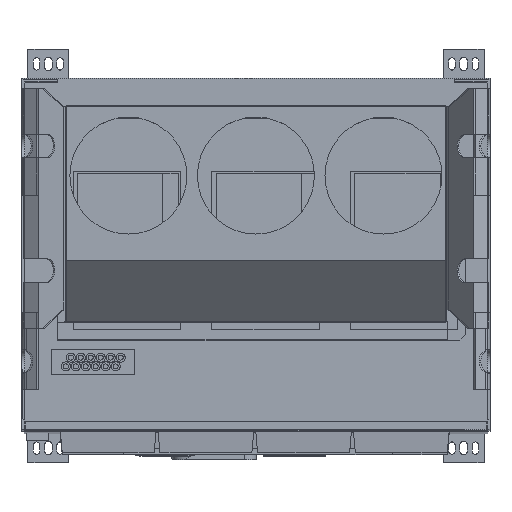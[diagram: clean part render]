
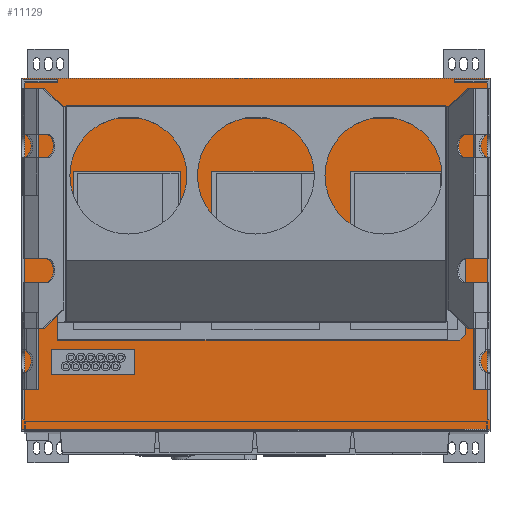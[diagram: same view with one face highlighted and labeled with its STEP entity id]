
A CAD part, top view. The second image highlights one B-rep face of the part: STEP entity #11129.
In plain terms, the highlighted planar face has unit normal (0, 0, 1).
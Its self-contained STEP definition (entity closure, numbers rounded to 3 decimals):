
#9808=FACE_BOUND('',#16106,.T.);
#9809=FACE_BOUND('',#16107,.T.);
#9810=FACE_BOUND('',#16108,.T.);
#9811=FACE_BOUND('',#16109,.T.);
#9812=FACE_BOUND('',#16110,.T.);
#9813=FACE_BOUND('',#16111,.T.);
#9814=FACE_BOUND('',#16112,.T.);
#11129=ADVANCED_FACE('',(#9808,#9809,#9810,#9811,#9812,#9813,#9814),#12801,
 .T.);
#12801=PLANE('',#42867);
#16106=EDGE_LOOP('',(#21520,#21521,#21522,#21523));
#16107=EDGE_LOOP('',(#21524,#21525,#21526,#21527));
#16108=EDGE_LOOP('',(#21528,#21529,#21530,#21531,#21532,#21533));
#16109=EDGE_LOOP('',(#21534,#21535,#21536,#21537));
#16110=EDGE_LOOP('',(#21538,#21539,#21540,#21541));
#16111=EDGE_LOOP('',(#21542,#21543,#21544,#21545));
#16112=EDGE_LOOP('',(#21546,#21547,#21548,#21549,#21550,#21551));
#21520=ORIENTED_EDGE('',*,*,#30156,.F.);
#21521=ORIENTED_EDGE('',*,*,#30167,.F.);
#21522=ORIENTED_EDGE('',*,*,#30163,.F.);
#21523=ORIENTED_EDGE('',*,*,#30166,.F.);
#21524=ORIENTED_EDGE('',*,*,#32068,.F.);
#21525=ORIENTED_EDGE('',*,*,#32056,.F.);
#21526=ORIENTED_EDGE('',*,*,#32059,.T.);
#21527=ORIENTED_EDGE('',*,*,#32060,.T.);
#21528=ORIENTED_EDGE('',*,*,#31811,.F.);
#21529=ORIENTED_EDGE('',*,*,#32043,.T.);
#21530=ORIENTED_EDGE('',*,*,#32039,.T.);
#21531=ORIENTED_EDGE('',*,*,#32035,.T.);
#21532=ORIENTED_EDGE('',*,*,#32024,.T.);
#21533=ORIENTED_EDGE('',*,*,#32034,.F.);
#21534=ORIENTED_EDGE('',*,*,#32090,.F.);
#21535=ORIENTED_EDGE('',*,*,#32083,.F.);
#21536=ORIENTED_EDGE('',*,*,#32089,.F.);
#21537=ORIENTED_EDGE('',*,*,#32088,.F.);
#21538=ORIENTED_EDGE('',*,*,#32082,.F.);
#21539=ORIENTED_EDGE('',*,*,#32075,.F.);
#21540=ORIENTED_EDGE('',*,*,#32081,.F.);
#21541=ORIENTED_EDGE('',*,*,#32080,.F.);
#21542=ORIENTED_EDGE('',*,*,#32101,.F.);
#21543=ORIENTED_EDGE('',*,*,#32092,.F.);
#21544=ORIENTED_EDGE('',*,*,#32096,.F.);
#21545=ORIENTED_EDGE('',*,*,#32099,.F.);
#21546=ORIENTED_EDGE('',*,*,#31929,.T.);
#21547=ORIENTED_EDGE('',*,*,#31815,.T.);
#21548=ORIENTED_EDGE('',*,*,#31920,.T.);
#21549=ORIENTED_EDGE('',*,*,#31911,.T.);
#21550=ORIENTED_EDGE('',*,*,#31925,.T.);
#21551=ORIENTED_EDGE('',*,*,#31921,.T.);
#26978=VERTEX_POINT('',#53584);
#26979=VERTEX_POINT('',#53585);
#26984=VERTEX_POINT('',#53599);
#26985=VERTEX_POINT('',#53600);
#28129=VERTEX_POINT('',#60455);
#28131=VERTEX_POINT('',#60458);
#28133=VERTEX_POINT('',#60464);
#28135=VERTEX_POINT('',#60467);
#28199=VERTEX_POINT('',#60804);
#28201=VERTEX_POINT('',#60807);
#28205=VERTEX_POINT('',#60825);
#28206=VERTEX_POINT('',#60826);
#28274=VERTEX_POINT('',#61179);
#28275=VERTEX_POINT('',#61180);
#28280=VERTEX_POINT('',#61200);
#28283=VERTEX_POINT('',#61208);
#28294=VERTEX_POINT('',#61239);
#28297=VERTEX_POINT('',#61244);
#28299=VERTEX_POINT('',#61250);
#28300=VERTEX_POINT('',#61254);
#28310=VERTEX_POINT('',#61282);
#28311=VERTEX_POINT('',#61283);
#28312=VERTEX_POINT('',#61288);
#28313=VERTEX_POINT('',#61290);
#28314=VERTEX_POINT('',#61298);
#28315=VERTEX_POINT('',#61299);
#28316=VERTEX_POINT('',#61304);
#28317=VERTEX_POINT('',#61306);
#28318=VERTEX_POINT('',#61314);
#28320=VERTEX_POINT('',#61317);
#28322=VERTEX_POINT('',#61323);
#28325=VERTEX_POINT('',#61330);
#30156=EDGE_CURVE('',#26978,#26979,#34634,.T.);
#30163=EDGE_CURVE('',#26984,#26985,#34641,.T.);
#30166=EDGE_CURVE('',#26979,#26984,#34644,.T.);
#30167=EDGE_CURVE('',#26985,#26978,#34645,.T.);
#31811=EDGE_CURVE('',#28129,#28131,#36023,.T.);
#31815=EDGE_CURVE('',#28135,#28133,#36027,.T.);
#31911=EDGE_CURVE('',#28201,#28199,#36083,.T.);
#31920=EDGE_CURVE('',#28133,#28201,#36092,.T.);
#31921=EDGE_CURVE('',#28205,#28206,#36093,.T.);
#31925=EDGE_CURVE('',#28199,#28205,#36097,.T.);
#31929=EDGE_CURVE('',#28206,#28135,#36100,.T.);
#32024=EDGE_CURVE('',#28274,#28275,#36154,.T.);
#32034=EDGE_CURVE('',#28131,#28275,#36164,.T.);
#32035=EDGE_CURVE('',#28280,#28274,#36165,.T.);
#32039=EDGE_CURVE('',#28283,#28280,#36168,.T.);
#32043=EDGE_CURVE('',#28129,#28283,#36171,.T.);
#32056=EDGE_CURVE('',#28297,#28294,#36184,.T.);
#32059=EDGE_CURVE('',#28297,#28299,#36187,.T.);
#32060=EDGE_CURVE('',#28299,#28300,#36188,.T.);
#32068=EDGE_CURVE('',#28294,#28300,#36196,.T.);
#32075=EDGE_CURVE('',#28310,#28311,#36203,.T.);
#32080=EDGE_CURVE('',#28313,#28312,#36208,.T.);
#32081=EDGE_CURVE('',#28312,#28310,#36209,.T.);
#32082=EDGE_CURVE('',#28311,#28313,#36210,.T.);
#32083=EDGE_CURVE('',#28314,#28315,#36211,.T.);
#32088=EDGE_CURVE('',#28317,#28316,#36216,.T.);
#32089=EDGE_CURVE('',#28316,#28314,#36217,.T.);
#32090=EDGE_CURVE('',#28315,#28317,#36218,.T.);
#32092=EDGE_CURVE('',#28318,#28320,#36220,.T.);
#32096=EDGE_CURVE('',#28322,#28318,#36224,.T.);
#32099=EDGE_CURVE('',#28325,#28322,#36227,.T.);
#32101=EDGE_CURVE('',#28320,#28325,#36229,.T.);
#34634=LINE('',#53583,#38250);
#34641=LINE('',#53598,#38257);
#34644=LINE('',#53604,#38260);
#34645=LINE('',#53606,#38261);
#36023=LINE('',#60457,#39639);
#36027=LINE('',#60466,#39643);
#36083=LINE('',#60806,#39699);
#36092=LINE('',#60822,#39708);
#36093=LINE('',#60824,#39709);
#36097=LINE('',#60833,#39713);
#36100=LINE('',#60839,#39716);
#36154=LINE('',#61178,#39770);
#36164=LINE('',#61197,#39780);
#36165=LINE('',#61199,#39781);
#36168=LINE('',#61207,#39784);
#36171=LINE('',#61215,#39787);
#36184=LINE('',#61245,#39800);
#36187=LINE('',#61251,#39803);
#36188=LINE('',#61253,#39804);
#36196=LINE('',#61268,#39812);
#36203=LINE('',#61281,#39819);
#36208=LINE('',#61291,#39824);
#36209=LINE('',#61293,#39825);
#36210=LINE('',#61295,#39826);
#36211=LINE('',#61297,#39827);
#36216=LINE('',#61307,#39832);
#36217=LINE('',#61309,#39833);
#36218=LINE('',#61311,#39834);
#36220=LINE('',#61316,#39836);
#36224=LINE('',#61325,#39840);
#36227=LINE('',#61331,#39843);
#36229=LINE('',#61334,#39845);
#38250=VECTOR('',#44326,1.);
#38257=VECTOR('',#44337,1.);
#38260=VECTOR('',#44342,1.);
#38261=VECTOR('',#44345,1.);
#39639=VECTOR('',#47419,1.);
#39643=VECTOR('',#47425,1.);
#39699=VECTOR('',#47561,1.);
#39708=VECTOR('',#47576,1.);
#39709=VECTOR('',#47579,1.);
#39713=VECTOR('',#47585,1.);
#39716=VECTOR('',#47592,1.);
#39770=VECTOR('',#47732,1.);
#39780=VECTOR('',#47748,1.);
#39781=VECTOR('',#47751,1.);
#39784=VECTOR('',#47758,1.);
#39787=VECTOR('',#47765,1.);
#39800=VECTOR('',#47788,1.);
#39803=VECTOR('',#47793,1.);
#39804=VECTOR('',#47796,1.);
#39812=VECTOR('',#47806,1.);
#39819=VECTOR('',#47817,1.);
#39824=VECTOR('',#47824,1.);
#39825=VECTOR('',#47827,1.);
#39826=VECTOR('',#47830,1.);
#39827=VECTOR('',#47833,1.);
#39832=VECTOR('',#47840,1.);
#39833=VECTOR('',#47843,1.);
#39834=VECTOR('',#47846,1.);
#39836=VECTOR('',#47850,1.);
#39840=VECTOR('',#47856,1.);
#39843=VECTOR('',#47861,1.);
#39845=VECTOR('',#47865,1.);
#42867=AXIS2_PLACEMENT_3D('',#61410,#47967,#47968);
#44326=DIRECTION('',(1.,0.,0.));
#44337=DIRECTION('',(-1.,0.,0.));
#44342=DIRECTION('',(0.,1.,0.));
#44345=DIRECTION('',(0.,-1.,0.));
#47419=DIRECTION('',(0.,-1.,0.));
#47425=DIRECTION('',(0.,-1.,0.));
#47561=DIRECTION('',(0.,1.,0.));
#47576=DIRECTION('',(-1.,0.,0.));
#47579=DIRECTION('',(0.,1.,0.));
#47585=DIRECTION('',(-1.,0.,0.));
#47592=DIRECTION('',(1.,0.,0.));
#47732=DIRECTION('',(0.,-1.,0.));
#47748=DIRECTION('',(1.,0.,0.));
#47751=DIRECTION('',(-1.,0.,0.));
#47758=DIRECTION('',(0.,-1.,0.));
#47765=DIRECTION('',(1.,0.,0.));
#47788=DIRECTION('',(0.,-1.,0.));
#47793=DIRECTION('',(-1.,0.,0.));
#47796=DIRECTION('',(0.,-1.,0.));
#47806=DIRECTION('',(-1.,0.,0.));
#47817=DIRECTION('',(0.,-1.,0.));
#47824=DIRECTION('',(0.,1.,0.));
#47827=DIRECTION('',(-1.,0.,0.));
#47830=DIRECTION('',(1.,0.,0.));
#47833=DIRECTION('',(0.,-1.,0.));
#47840=DIRECTION('',(0.,1.,0.));
#47843=DIRECTION('',(-1.,0.,0.));
#47846=DIRECTION('',(1.,0.,0.));
#47850=DIRECTION('',(0.,1.,0.));
#47856=DIRECTION('',(1.,0.,0.));
#47861=DIRECTION('',(0.,-1.,0.));
#47865=DIRECTION('',(-1.,0.,0.));
#47967=DIRECTION('',(0.,0.,1.));
#47968=DIRECTION('',(1.,0.,0.));
#53583=CARTESIAN_POINT('',(-1642.25,170.748,1899.5));
#53584=CARTESIAN_POINT('',(-2062.25,170.748,1899.5));
#53585=CARTESIAN_POINT('',(-1879.25,170.748,1899.5));
#53598=CARTESIAN_POINT('',(-1652.25,440.748,1899.5));
#53599=CARTESIAN_POINT('',(-1879.25,440.748,1899.5));
#53600=CARTESIAN_POINT('',(-2062.25,440.748,1899.5));
#53604=CARTESIAN_POINT('',(-1879.25,278.334,1899.5));
#53606=CARTESIAN_POINT('',(-2062.25,600.,1899.5));
#60455=CARTESIAN_POINT('',(-2149.,598.498,1899.5));
#60457=CARTESIAN_POINT('',(-2149.,600.,1899.5));
#60458=CARTESIAN_POINT('',(-2149.,16.,1899.5));
#60464=CARTESIAN_POINT('',(-1351.,16.,1899.5));
#60466=CARTESIAN_POINT('',(-1351.,16.,1899.5));
#60467=CARTESIAN_POINT('',(-1351.,598.498,1899.5));
#60804=CARTESIAN_POINT('',(-1355.,593.5,1899.5));
#60806=CARTESIAN_POINT('',(-1355.,600.,1899.5));
#60807=CARTESIAN_POINT('',(-1355.,16.,1899.5));
#60822=CARTESIAN_POINT('',(-1350.,16.,1899.5));
#60824=CARTESIAN_POINT('',(-1410.,600.,1899.5));
#60825=CARTESIAN_POINT('',(-1410.,593.5,1899.5));
#60826=CARTESIAN_POINT('',(-1410.,598.498,1899.5));
#60833=CARTESIAN_POINT('',(-1412.5,593.5,1899.5));
#60839=CARTESIAN_POINT('',(-1412.5,598.498,1899.5));
#61178=CARTESIAN_POINT('',(-2145.,300.,1899.5));
#61179=CARTESIAN_POINT('',(-2145.,593.5,1899.5));
#61180=CARTESIAN_POINT('',(-2145.,16.,1899.5));
#61197=CARTESIAN_POINT('',(-1410.,16.,1899.5));
#61199=CARTESIAN_POINT('',(-1350.,593.5,1899.5));
#61200=CARTESIAN_POINT('',(-2090.,593.5,1899.5));
#61207=CARTESIAN_POINT('',(-2090.,400.,1899.5));
#61208=CARTESIAN_POINT('',(-2090.,598.498,1899.5));
#61215=CARTESIAN_POINT('',(-1350.,598.498,1899.5));
#61239=CARTESIAN_POINT('',(-1350.,0.,1899.5));
#61244=CARTESIAN_POINT('',(-1350.,600.,1899.5));
#61245=CARTESIAN_POINT('',(-1350.,600.,1899.5));
#61250=CARTESIAN_POINT('',(-2150.,600.,1899.5));
#61251=CARTESIAN_POINT('',(0.,600.,1899.5));
#61253=CARTESIAN_POINT('',(-2150.,600.,1899.5));
#61254=CARTESIAN_POINT('',(-2150.,0.,1899.5));
#61268=CARTESIAN_POINT('',(-1350.,0.,1899.5));
#61281=CARTESIAN_POINT('',(-1825.25,600.,1899.5));
#61282=CARTESIAN_POINT('',(-1825.25,440.748,1899.5));
#61283=CARTESIAN_POINT('',(-1825.25,170.748,1899.5));
#61288=CARTESIAN_POINT('',(-1642.25,440.748,1899.5));
#61290=CARTESIAN_POINT('',(-1642.25,170.748,1899.5));
#61291=CARTESIAN_POINT('',(-1642.25,600.,1899.5));
#61293=CARTESIAN_POINT('',(-1350.,440.748,1899.5));
#61295=CARTESIAN_POINT('',(-1350.,170.748,1899.5));
#61297=CARTESIAN_POINT('',(-1588.25,600.,1899.5));
#61298=CARTESIAN_POINT('',(-1588.25,440.748,1899.5));
#61299=CARTESIAN_POINT('',(-1588.25,170.748,1899.5));
#61304=CARTESIAN_POINT('',(-1405.25,440.748,1899.5));
#61306=CARTESIAN_POINT('',(-1405.25,170.748,1899.5));
#61307=CARTESIAN_POINT('',(-1405.25,600.,1899.5));
#61309=CARTESIAN_POINT('',(-1652.25,440.748,1899.5));
#61311=CARTESIAN_POINT('',(-1642.25,170.748,1899.5));
#61314=CARTESIAN_POINT('',(-1957.25,93.,1899.5));
#61316=CARTESIAN_POINT('',(-1957.25,93.,1899.5));
#61317=CARTESIAN_POINT('',(-1957.25,137.,1899.5));
#61323=CARTESIAN_POINT('',(-2099.25,93.,1899.5));
#61325=CARTESIAN_POINT('',(-2099.25,93.,1899.5));
#61330=CARTESIAN_POINT('',(-2099.25,137.,1899.5));
#61331=CARTESIAN_POINT('',(-2099.25,152.463,1899.5));
#61334=CARTESIAN_POINT('',(-2099.25,137.,1899.5));
#61410=CARTESIAN_POINT('',(-1350.,600.,1899.5));
